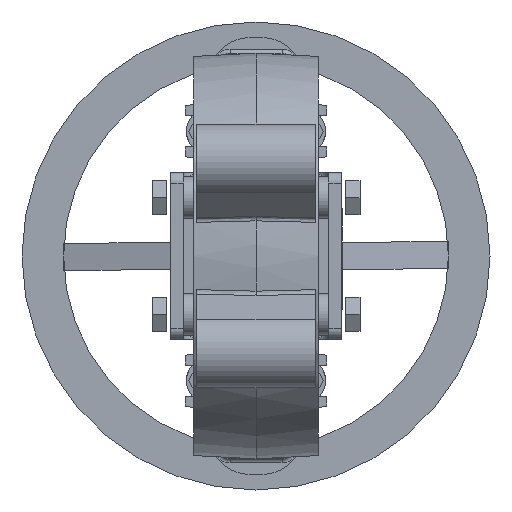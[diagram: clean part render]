
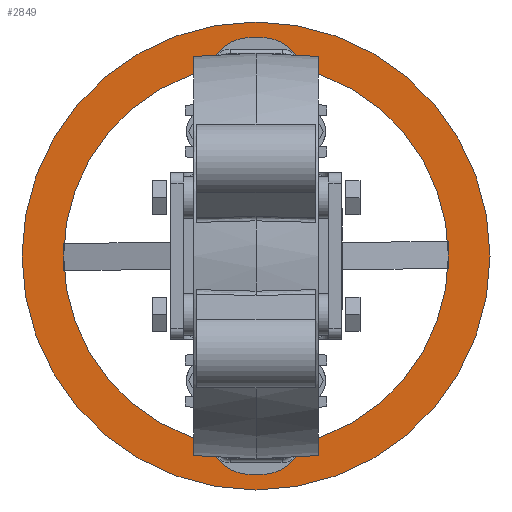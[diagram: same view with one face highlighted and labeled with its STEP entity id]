
A CAD part, front view. The second image highlights one B-rep face of the part: STEP entity #2849.
In plain terms, the highlighted planar face has unit normal (0, -1, 0).
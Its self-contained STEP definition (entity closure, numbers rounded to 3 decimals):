
#2505 = EDGE_CURVE ( 'NONE', #2678, #2687, #23524, .T. ) ;
#2514 = VERTEX_POINT ( 'NONE', #23530 ) ;
#2602 = VERTEX_POINT ( 'NONE', #23718 ) ;
#2603 = EDGE_CURVE ( 'NONE', #2602, #2514, #23722, .T. ) ;
#2678 = VERTEX_POINT ( 'NONE', #23858 ) ;
#2687 = VERTEX_POINT ( 'NONE', #23859 ) ;
#2769 = ORIENTED_EDGE ( 'NONE', *, *, #3007, .F. ) ;
#2770 = EDGE_LOOP ( 'NONE', ( #2778, #2769 ) ) ;
#2773 = EDGE_CURVE ( 'NONE', #2514, #2602, #32450, .T. ) ;
#2778 = ORIENTED_EDGE ( 'NONE', *, *, #2505, .F. ) ;
#2835 = EDGE_LOOP ( 'NONE', ( #2837, #3004 ) ) ;
#2837 = ORIENTED_EDGE ( 'NONE', *, *, #2603, .T. ) ;
#2849 = ADVANCED_FACE ( 'NONE', ( #28461, #28466 ), #28575, .F. ) ;
#3004 = ORIENTED_EDGE ( 'NONE', *, *, #2773, .T. ) ;
#3007 = EDGE_CURVE ( 'NONE', #2687, #2678, #28868, .T. ) ;
#23511 = DIRECTION ( 'NONE',  ( -1., 0., 0. ) ) ;
#23512 = DIRECTION ( 'NONE',  ( 0., -1., 0. ) ) ;
#23513 = CARTESIAN_POINT ( 'NONE',  ( 0., 439., 0. ) ) ;
#23514 = AXIS2_PLACEMENT_3D ( 'NONE', #23513, #23512, #23511 ) ;
#23524 = CIRCLE ( 'NONE', #23514, 92.5 ) ;
#23530 = CARTESIAN_POINT ( 'NONE',  ( 112.5, 439., 0. ) ) ;
#23649 = AXIS2_PLACEMENT_3D ( 'NONE', #23771, #23770, #23769 ) ;
#23718 = CARTESIAN_POINT ( 'NONE',  ( -112.5, 439., 0. ) ) ;
#23722 = CIRCLE ( 'NONE', #23649, 112.5 ) ;
#23769 = DIRECTION ( 'NONE',  ( -1., 0., 0. ) ) ;
#23770 = DIRECTION ( 'NONE',  ( 0., -1., 0. ) ) ;
#23771 = CARTESIAN_POINT ( 'NONE',  ( 0., 439., 0. ) ) ;
#23858 = CARTESIAN_POINT ( 'NONE',  ( 92.5, 439., 0. ) ) ;
#23859 = CARTESIAN_POINT ( 'NONE',  ( -92.5, 439., 0. ) ) ;
#28461 = FACE_BOUND ( 'NONE', #2770, .T. ) ;
#28462 = AXIS2_PLACEMENT_3D ( 'NONE', #28489, #28538, #28537 ) ;
#28466 = FACE_OUTER_BOUND ( 'NONE', #2835, .T. ) ;
#28489 = CARTESIAN_POINT ( 'NONE',  ( 0., 439., 92.5 ) ) ;
#28537 = DIRECTION ( 'NONE',  ( 1., 0., 0. ) ) ;
#28538 = DIRECTION ( 'NONE',  ( 0., 1., 0. ) ) ;
#28575 = PLANE ( 'NONE',  #28462 ) ;
#28838 = DIRECTION ( 'NONE',  ( -1., 0., 0. ) ) ;
#28839 = DIRECTION ( 'NONE',  ( 0., -1., 0. ) ) ;
#28840 = CARTESIAN_POINT ( 'NONE',  ( 0., 439., 0. ) ) ;
#28868 = CIRCLE ( 'NONE', #28869, 92.5 ) ;
#28869 = AXIS2_PLACEMENT_3D ( 'NONE', #28840, #28839, #28838 ) ;
#32377 = DIRECTION ( 'NONE',  ( -1., 0., 0. ) ) ;
#32378 = DIRECTION ( 'NONE',  ( 0., -1., 0. ) ) ;
#32379 = CARTESIAN_POINT ( 'NONE',  ( 0., 439., 0. ) ) ;
#32443 = AXIS2_PLACEMENT_3D ( 'NONE', #32379, #32378, #32377 ) ;
#32450 = CIRCLE ( 'NONE', #32443, 112.5 ) ;
